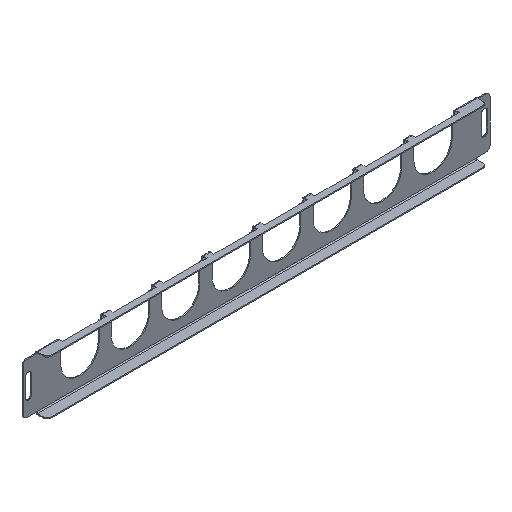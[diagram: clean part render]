
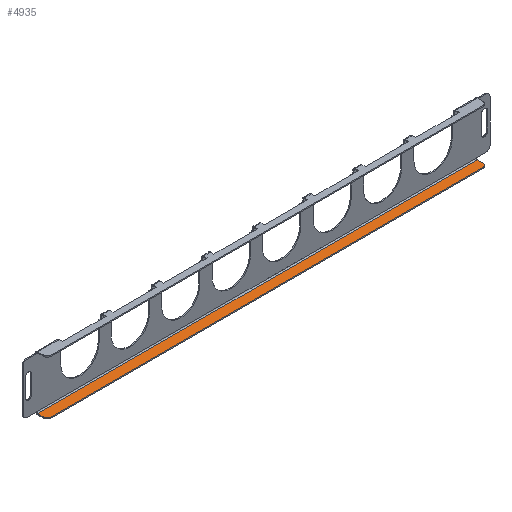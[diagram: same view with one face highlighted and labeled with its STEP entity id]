
A CAD part, isometric view. The second image highlights one B-rep face of the part: STEP entity #4935.
In plain terms, the highlighted planar face has unit normal (0, 0, 1).
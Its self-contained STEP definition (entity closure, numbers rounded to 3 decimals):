
#223 = DIRECTION ( 'NONE',  ( 0., -1., 0. ) ) ;
#502 = VERTEX_POINT ( 'NONE', #3887 ) ;
#571 = EDGE_CURVE ( 'NONE', #3228, #1170, #4463, .T. ) ;
#681 = EDGE_CURVE ( 'NONE', #5043, #502, #3566, .T. ) ;
#757 = EDGE_CURVE ( 'NONE', #5770, #2705, #1345, .T. ) ;
#1170 = VERTEX_POINT ( 'NONE', #1380 ) ;
#1188 = FACE_OUTER_BOUND ( 'NONE', #5693, .T. ) ;
#1268 = DIRECTION ( 'NONE',  ( 0., 0., 1. ) ) ;
#1345 = CIRCLE ( 'NONE', #5025, 6. ) ;
#1380 = CARTESIAN_POINT ( 'NONE',  ( 322.5, -3., -38.5 ) ) ;
#1491 = VECTOR ( 'NONE', #2323, 1000. ) ;
#1528 = VECTOR ( 'NONE', #1581, 1000. ) ;
#1554 = VECTOR ( 'NONE', #2671, 1000. ) ;
#1581 = DIRECTION ( 'NONE',  ( 1., 0., 0. ) ) ;
#1620 = ORIENTED_EDGE ( 'NONE', *, *, #757, .T. ) ;
#1636 = CARTESIAN_POINT ( 'NONE',  ( 0., 0., -38.5 ) ) ;
#1675 = EDGE_CURVE ( 'NONE', #502, #1170, #4582, .T. ) ;
#1864 = CARTESIAN_POINT ( 'NONE',  ( -322.5, -3., -38.5 ) ) ;
#2260 = LINE ( 'NONE', #4563, #1491 ) ;
#2323 = DIRECTION ( 'NONE',  ( 1., 0., 0. ) ) ;
#2419 = ORIENTED_EDGE ( 'NONE', *, *, #5681, .T. ) ;
#2499 = ORIENTED_EDGE ( 'NONE', *, *, #5926, .T. ) ;
#2501 = ORIENTED_EDGE ( 'NONE', *, *, #571, .F. ) ;
#2671 = DIRECTION ( 'NONE',  ( 0., 1., 0. ) ) ;
#2705 = VERTEX_POINT ( 'NONE', #5032 ) ;
#2827 = DIRECTION ( 'NONE',  ( 0., 1., 0. ) ) ;
#2870 = CARTESIAN_POINT ( 'NONE',  ( -322.5, 0., -38.5 ) ) ;
#2951 = VECTOR ( 'NONE', #223, 1000. ) ;
#2982 = AXIS2_PLACEMENT_3D ( 'NONE', #3706, #5099, #2827 ) ;
#3228 = VERTEX_POINT ( 'NONE', #1864 ) ;
#3482 = DIRECTION ( 'NONE',  ( 0., 0., -1. ) ) ;
#3508 = CARTESIAN_POINT ( 'NONE',  ( -316.5, -11., -38.5 ) ) ;
#3566 = CIRCLE ( 'NONE', #2982, 6. ) ;
#3706 = CARTESIAN_POINT ( 'NONE',  ( 316.5, -11., -38.5 ) ) ;
#3847 = DIRECTION ( 'NONE',  ( 0., 1., 0. ) ) ;
#3887 = CARTESIAN_POINT ( 'NONE',  ( 322.5, -11., -38.5 ) ) ;
#4096 = CARTESIAN_POINT ( 'NONE',  ( 322.5, 0., -38.5 ) ) ;
#4209 = ORIENTED_EDGE ( 'NONE', *, *, #681, .T. ) ;
#4463 = LINE ( 'NONE', #5845, #1528 ) ;
#4563 = CARTESIAN_POINT ( 'NONE',  ( 0., -17., -38.5 ) ) ;
#4582 = LINE ( 'NONE', #4096, #1554 ) ;
#4663 = AXIS2_PLACEMENT_3D ( 'NONE', #1636, #3482, #3847 ) ;
#4749 = LINE ( 'NONE', #2870, #2951 ) ;
#4935 = ADVANCED_FACE ( 'NONE', ( #1188 ), #5803, .F. ) ;
#5001 = CARTESIAN_POINT ( 'NONE',  ( 316.5, -17., -38.5 ) ) ;
#5025 = AXIS2_PLACEMENT_3D ( 'NONE', #3508, #1268, #5340 ) ;
#5032 = CARTESIAN_POINT ( 'NONE',  ( -316.5, -17., -38.5 ) ) ;
#5043 = VERTEX_POINT ( 'NONE', #5001 ) ;
#5099 = DIRECTION ( 'NONE',  ( 0., 0., 1. ) ) ;
#5330 = CARTESIAN_POINT ( 'NONE',  ( -322.5, -11., -38.5 ) ) ;
#5340 = DIRECTION ( 'NONE',  ( 0., 1., 0. ) ) ;
#5681 = EDGE_CURVE ( 'NONE', #3228, #5770, #4749, .T. ) ;
#5693 = EDGE_LOOP ( 'NONE', ( #2419, #1620, #2499, #4209, #5713, #2501 ) ) ;
#5713 = ORIENTED_EDGE ( 'NONE', *, *, #1675, .T. ) ;
#5770 = VERTEX_POINT ( 'NONE', #5330 ) ;
#5803 = PLANE ( 'NONE',  #4663 ) ;
#5845 = CARTESIAN_POINT ( 'NONE',  ( -342.5, -3., -38.5 ) ) ;
#5926 = EDGE_CURVE ( 'NONE', #2705, #5043, #2260, .T. ) ;
